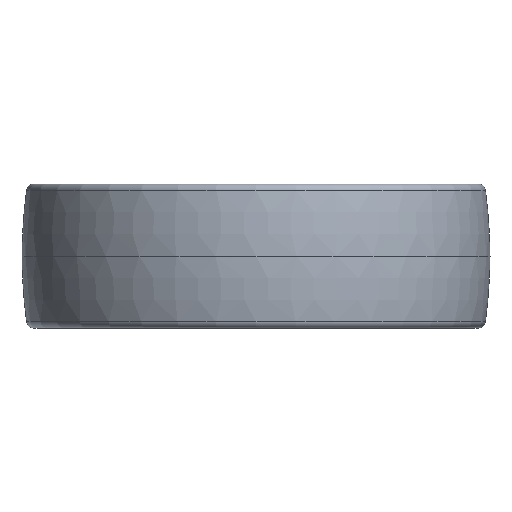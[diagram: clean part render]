
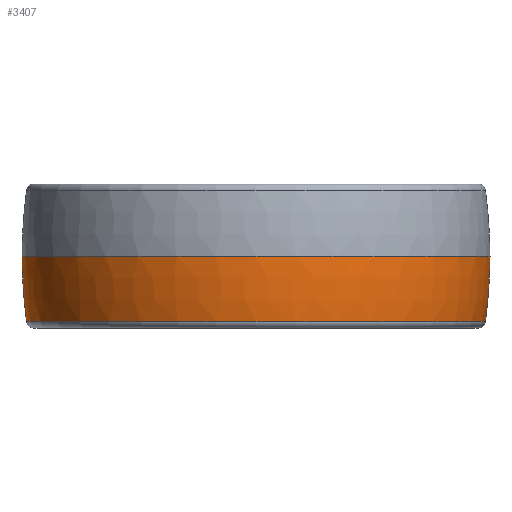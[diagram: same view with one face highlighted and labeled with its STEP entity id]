
A CAD part, front view. The second image highlights one B-rep face of the part: STEP entity #3407.
In plain terms, the highlighted toroidal (fillet/blend) face has major radius 169.99 mm and minor radius 300 mm.
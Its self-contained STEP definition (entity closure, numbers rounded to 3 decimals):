
#827 = FACE_OUTER_BOUND ( 'NONE', #4013, .T. ) ;
#931 = CARTESIAN_POINT ( 'NONE',  ( 130., 0., 0. ) ) ;
#1241 = DIRECTION ( 'NONE',  ( 0., 0., -1. ) ) ;
#2559 = AXIS2_PLACEMENT_3D ( 'NONE', #2567, #3803, #10985 ) ;
#2567 = CARTESIAN_POINT ( 'NONE',  ( 0., 0., -36.519 ) ) ;
#2837 = CARTESIAN_POINT ( 'NONE',  ( -127.476, 0., -36.519 ) ) ;
#3062 = EDGE_CURVE ( 'NONE', #12910, #13111, #9894, .T. ) ;
#3330 = CARTESIAN_POINT ( 'NONE',  ( -130., 0., 0. ) ) ;
#3407 = ADVANCED_FACE ( 'NONE', ( #827 ), #9432, .T. ) ;
#3490 = AXIS2_PLACEMENT_3D ( 'NONE', #4924, #3827, #8253 ) ;
#3495 = EDGE_CURVE ( 'NONE', #9205, #13111, #5870, .T. ) ;
#3593 = CARTESIAN_POINT ( 'NONE',  ( 0., 0., 0. ) ) ;
#3657 = DIRECTION ( 'NONE',  ( 0., 0., 1. ) ) ;
#3803 = DIRECTION ( 'NONE',  ( 0., 0., 1. ) ) ;
#3827 = DIRECTION ( 'NONE',  ( 0., 0., 1. ) ) ;
#4013 = EDGE_LOOP ( 'NONE', ( #8244, #12306, #11165, #6564 ) ) ;
#4537 = AXIS2_PLACEMENT_3D ( 'NONE', #5039, #5910, #5167 ) ;
#4924 = CARTESIAN_POINT ( 'NONE',  ( 0., 0., 2.387 ) ) ;
#5039 = CARTESIAN_POINT ( 'NONE',  ( 169.991, 0., 2.387 ) ) ;
#5167 = DIRECTION ( 'NONE',  ( -1., 0., 0. ) ) ;
#5870 = CIRCLE ( 'NONE', #12532, 300. ) ;
#5910 = DIRECTION ( 'NONE',  ( 0., 1., 0. ) ) ;
#6210 = CARTESIAN_POINT ( 'NONE',  ( 127.476, 0., -36.519 ) ) ;
#6564 = ORIENTED_EDGE ( 'NONE', *, *, #3062, .F. ) ;
#8074 = DIRECTION ( 'NONE',  ( 1., 0., 0. ) ) ;
#8244 = ORIENTED_EDGE ( 'NONE', *, *, #13099, .F. ) ;
#8253 = DIRECTION ( 'NONE',  ( 1., 0., 0. ) ) ;
#8456 = CARTESIAN_POINT ( 'NONE',  ( -169.991, 0., 2.387 ) ) ;
#8772 = VERTEX_POINT ( 'NONE', #2837 ) ;
#9205 = VERTEX_POINT ( 'NONE', #6210 ) ;
#9432 = TOROIDAL_SURFACE ( 'NONE', #3490, -169.991, 300. ) ;
#9894 = CIRCLE ( 'NONE', #11216, 130. ) ;
#10486 = CIRCLE ( 'NONE', #4537, 300. ) ;
#10985 = DIRECTION ( 'NONE',  ( 1., 0., 0. ) ) ;
#11165 = ORIENTED_EDGE ( 'NONE', *, *, #3495, .T. ) ;
#11216 = AXIS2_PLACEMENT_3D ( 'NONE', #3593, #3657, #8074 ) ;
#12306 = ORIENTED_EDGE ( 'NONE', *, *, #13022, .T. ) ;
#12532 = AXIS2_PLACEMENT_3D ( 'NONE', #8456, #13635, #1241 ) ;
#12690 = CIRCLE ( 'NONE', #2559, 127.476 ) ;
#12910 = VERTEX_POINT ( 'NONE', #3330 ) ;
#13022 = EDGE_CURVE ( 'NONE', #8772, #9205, #12690, .T. ) ;
#13099 = EDGE_CURVE ( 'NONE', #8772, #12910, #10486, .T. ) ;
#13111 = VERTEX_POINT ( 'NONE', #931 ) ;
#13635 = DIRECTION ( 'NONE',  ( 0., -1., 0. ) ) ;
